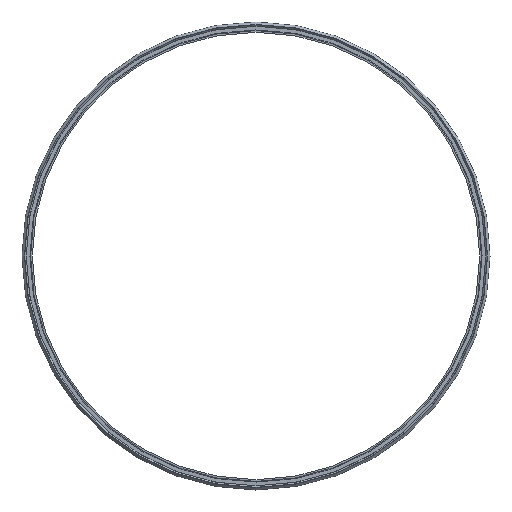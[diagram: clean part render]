
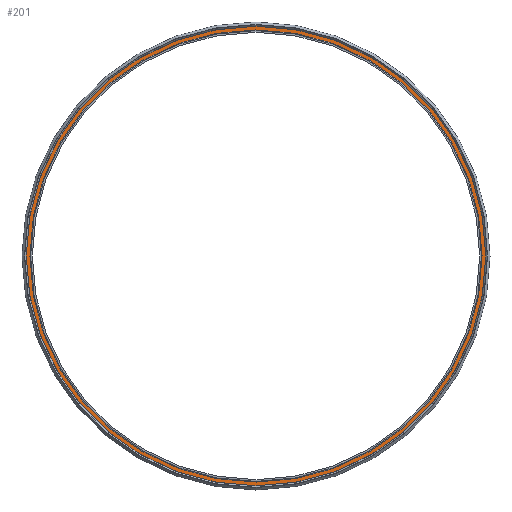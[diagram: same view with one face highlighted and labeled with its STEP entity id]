
A CAD part, left-side view. The second image highlights one B-rep face of the part: STEP entity #201.
In plain terms, the highlighted planar face has unit normal (-1, 0, 0).
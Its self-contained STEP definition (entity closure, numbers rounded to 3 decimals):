
#28=PLANE('',#234);
#36=ORIENTED_EDGE('',*,*,#72,.T.);
#37=ORIENTED_EDGE('',*,*,#73,.T.);
#72=EDGE_CURVE('',#90,#90,#108,.F.);
#73=EDGE_CURVE('',#91,#91,#109,.T.);
#90=VERTEX_POINT('',#349);
#91=VERTEX_POINT('',#351);
#108=CIRCLE('',#235,133.034);
#109=CIRCLE('',#236,130.9);
#126=EDGE_LOOP('',(#36));
#127=EDGE_LOOP('',(#37));
#162=FACE_BOUND('',#126,.T.);
#163=FACE_BOUND('',#127,.T.);
#201=ADVANCED_FACE('',(#162,#163),#28,.F.);
#234=AXIS2_PLACEMENT_3D('',#347,#275,#276);
#235=AXIS2_PLACEMENT_3D('',#348,#277,#278);
#236=AXIS2_PLACEMENT_3D('',#350,#279,#280);
#275=DIRECTION('',(1.,0.,0.));
#276=DIRECTION('',(0.,0.,-1.));
#277=DIRECTION('',(1.,0.,0.));
#278=DIRECTION('',(0.,0.,-1.));
#279=DIRECTION('',(1.,0.,0.));
#280=DIRECTION('',(0.,0.,-1.));
#347=CARTESIAN_POINT('',(-1.5,0.,133.2));
#348=CARTESIAN_POINT('',(-1.5,0.,0.));
#349=CARTESIAN_POINT('',(-1.5,0.,-133.034));
#350=CARTESIAN_POINT('',(-1.5,0.,0.));
#351=CARTESIAN_POINT('',(-1.5,0.,-130.9));
